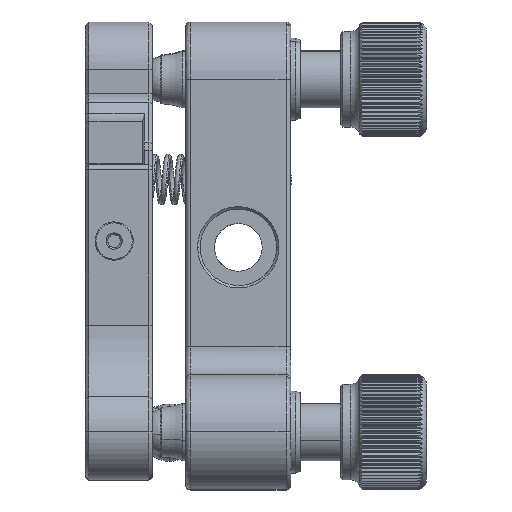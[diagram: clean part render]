
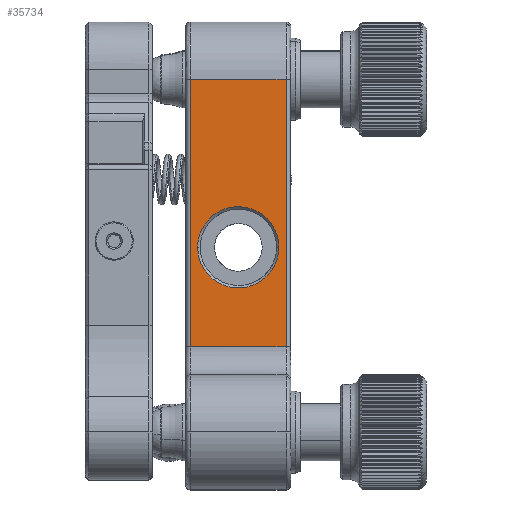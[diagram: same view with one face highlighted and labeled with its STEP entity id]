
A CAD part, top view. The second image highlights one B-rep face of the part: STEP entity #35734.
In plain terms, the highlighted planar face has unit normal (0, 0, 1).
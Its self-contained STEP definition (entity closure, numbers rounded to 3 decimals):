
#1347 = CARTESIAN_POINT ( 'NONE',  ( -2.14, -2.814, -12.5 ) ) ;
#1541 = VERTEX_POINT ( 'NONE', #21884 ) ;
#1992 = CARTESIAN_POINT ( 'NONE',  ( 4.139, -0.212, -12.5 ) ) ;
#2219 = CARTESIAN_POINT ( 'NONE',  ( 3.714, -1.24, -12.5 ) ) ;
#2611 = ORIENTED_EDGE ( 'NONE', *, *, #37549, .F. ) ;
#2732 = CARTESIAN_POINT ( 'NONE',  ( -5., 18.5, -12.5 ) ) ;
#2745 = VERTEX_POINT ( 'NONE', #27357 ) ;
#3591 = CARTESIAN_POINT ( 'NONE',  ( -1.667, -9.5, -12.5 ) ) ;
#3940 = CARTESIAN_POINT ( 'NONE',  ( -4.25, 0.9, -12.5 ) ) ;
#4273 = B_SPLINE_CURVE_WITH_KNOTS ( 'NONE', 3,
 ( #42750, #22497, #32505, #38741, #8277, #5122, #1347, #32731, #22275, #39172, #31864, #22056, #14930, #25414, #2219, #1992, #42309, #15589 ),
 .UNSPECIFIED., .F., .F.,
 ( 4, 2, 2, 2, 2, 2, 2, 2, 4 ),
 ( 0., 0.125, 0.25, 0.375, 0.5, 0.625, 0.75, 0.875, 1. ),
 .UNSPECIFIED. ) ;
#4366 = CARTESIAN_POINT ( 'NONE',  ( -2.14, 4.614, -12.5 ) ) ;
#4799 = CARTESIAN_POINT ( 'NONE',  ( -5., 18.5, -12.5 ) ) ;
#5122 = CARTESIAN_POINT ( 'NONE',  ( -2.612, -2.499, -12.5 ) ) ;
#8177 = CARTESIAN_POINT ( 'NONE',  ( -5., 9.167, -12.5 ) ) ;
#8277 = CARTESIAN_POINT ( 'NONE',  ( -3.399, -1.712, -12.5 ) ) ;
#8997 = EDGE_CURVE ( 'NONE', #1541, #9283, #35884, .T. ) ;
#9023 = ORIENTED_EDGE ( 'NONE', *, *, #22762, .F. ) ;
#9283 = VERTEX_POINT ( 'NONE', #43397 ) ;
#10139 = FACE_OUTER_BOUND ( 'NONE', #25657, .T. ) ;
#10630 = CARTESIAN_POINT ( 'NONE',  ( 3.714, 3.04, -12.5 ) ) ;
#12581 = CARTESIAN_POINT ( 'NONE',  ( -5., -0.167, -12.5 ) ) ;
#12981 = CARTESIAN_POINT ( 'NONE',  ( 5., 18.5, -12.5 ) ) ;
#14355 = FACE_BOUND ( 'NONE', #37635, .T. ) ;
#14930 = CARTESIAN_POINT ( 'NONE',  ( 2.612, -2.499, -12.5 ) ) ;
#15589 = CARTESIAN_POINT ( 'NONE',  ( 4.25, 0.9, -12.5 ) ) ;
#16514 = CARTESIAN_POINT ( 'NONE',  ( 5., -9.5, -12.5 ) ) ;
#17702 = PLANE ( 'NONE',  #25687 ) ;
#17752 = CARTESIAN_POINT ( 'NONE',  ( -4.139, 2.012, -12.5 ) ) ;
#18320 = ORIENTED_EDGE ( 'NONE', *, *, #8997, .T. ) ;
#18406 = CARTESIAN_POINT ( 'NONE',  ( -1.112, 5.039, -12.5 ) ) ;
#19073 = VERTEX_POINT ( 'NONE', #36650 ) ;
#19282 = VERTEX_POINT ( 'NONE', #30891 ) ;
#19879 = CARTESIAN_POINT ( 'NONE',  ( -1.667, 18.5, -12.5 ) ) ;
#20607 = DIRECTION ( 'NONE',  ( -1., 0., 0. ) ) ;
#20839 = DIRECTION ( 'NONE',  ( 0., 0., -1. ) ) ;
#21102 = CARTESIAN_POINT ( 'NONE',  ( 4.25, 1.456, -12.5 ) ) ;
#21530 = CARTESIAN_POINT ( 'NONE',  ( -2.612, 4.299, -12.5 ) ) ;
#21884 = CARTESIAN_POINT ( 'NONE',  ( -5., -9.5, -12.5 ) ) ;
#22056 = CARTESIAN_POINT ( 'NONE',  ( 2.14, -2.814, -12.5 ) ) ;
#22275 = CARTESIAN_POINT ( 'NONE',  ( -0.556, -3.35, -12.5 ) ) ;
#22497 = CARTESIAN_POINT ( 'NONE',  ( -4.25, 0.344, -12.5 ) ) ;
#22762 = EDGE_CURVE ( 'NONE', #19282, #2745, #39517, .T. ) ;
#23873 = CARTESIAN_POINT ( 'NONE',  ( 5., -9.5, -12.5 ) ) ;
#24095 = CARTESIAN_POINT ( 'NONE',  ( 1.667, -9.5, -12.5 ) ) ;
#24883 = CARTESIAN_POINT ( 'NONE',  ( 3.399, 3.512, -12.5 ) ) ;
#25107 = CARTESIAN_POINT ( 'NONE',  ( 2.612, 4.299, -12.5 ) ) ;
#25414 = CARTESIAN_POINT ( 'NONE',  ( 3.399, -1.712, -12.5 ) ) ;
#25546 = ORIENTED_EDGE ( 'NONE', *, *, #40424, .F. ) ;
#25657 = EDGE_LOOP ( 'NONE', ( #2611, #9023, #31831, #18320 ) ) ;
#25687 = AXIS2_PLACEMENT_3D ( 'NONE', #31285, #20839, #20607 ) ;
#26891 = EDGE_CURVE ( 'NONE', #1541, #19282, #33451, .T. ) ;
#27357 = CARTESIAN_POINT ( 'NONE',  ( 5., 18.5, -12.5 ) ) ;
#28236 = CARTESIAN_POINT ( 'NONE',  ( 4.139, 2.012, -12.5 ) ) ;
#30141 = CARTESIAN_POINT ( 'NONE',  ( 1.667, 18.5, -12.5 ) ) ;
#30329 = CARTESIAN_POINT ( 'NONE',  ( 5., 9.167, -12.5 ) ) ;
#30551 = CARTESIAN_POINT ( 'NONE',  ( 5., 18.5, -12.5 ) ) ;
#30891 = CARTESIAN_POINT ( 'NONE',  ( -5., 18.5, -12.5 ) ) ;
#31285 = CARTESIAN_POINT ( 'NONE',  ( -5.5, 24.5, -12.5 ) ) ;
#31559 = CARTESIAN_POINT ( 'NONE',  ( 1.112, 5.039, -12.5 ) ) ;
#31632 = ORIENTED_EDGE ( 'NONE', *, *, #43639, .F. ) ;
#31775 = CARTESIAN_POINT ( 'NONE',  ( -4.25, 1.456, -12.5 ) ) ;
#31831 = ORIENTED_EDGE ( 'NONE', *, *, #26891, .F. ) ;
#31864 = CARTESIAN_POINT ( 'NONE',  ( 1.112, -3.239, -12.5 ) ) ;
#32505 = CARTESIAN_POINT ( 'NONE',  ( -4.139, -0.212, -12.5 ) ) ;
#32731 = CARTESIAN_POINT ( 'NONE',  ( -1.112, -3.239, -12.5 ) ) ;
#33451 = B_SPLINE_CURVE_WITH_KNOTS ( 'NONE', 3,
 ( #43086, #12581, #8177, #4799 ),
 .UNSPECIFIED., .F., .F.,
 ( 4, 4 ),
 ( 0., 1. ),
 .UNSPECIFIED. ) ;
#34453 = CARTESIAN_POINT ( 'NONE',  ( 0.556, 5.15, -12.5 ) ) ;
#34675 = CARTESIAN_POINT ( 'NONE',  ( -0.556, 5.15, -12.5 ) ) ;
#35098 = CARTESIAN_POINT ( 'NONE',  ( -3.714, 3.04, -12.5 ) ) ;
#35734 = ADVANCED_FACE ( 'NONE', ( #10139, #14355 ), #17702, .F. ) ;
#35884 = B_SPLINE_CURVE_WITH_KNOTS ( 'NONE', 3,
 ( #41002, #3591, #24095, #23873 ),
 .UNSPECIFIED., .F., .F.,
 ( 4, 4 ),
 ( 0., 1. ),
 .UNSPECIFIED. ) ;
#36539 = CARTESIAN_POINT ( 'NONE',  ( 5., -0.167, -12.5 ) ) ;
#36650 = CARTESIAN_POINT ( 'NONE',  ( 4.25, 0.9, -12.5 ) ) ;
#37549 = EDGE_CURVE ( 'NONE', #2745, #9283, #39580, .T. ) ;
#37635 = EDGE_LOOP ( 'NONE', ( #31632, #25546 ) ) ;
#38741 = CARTESIAN_POINT ( 'NONE',  ( -3.714, -1.24, -12.5 ) ) ;
#39172 = CARTESIAN_POINT ( 'NONE',  ( 0.556, -3.35, -12.5 ) ) ;
#39517 = B_SPLINE_CURVE_WITH_KNOTS ( 'NONE', 3,
 ( #2732, #19879, #30141, #12981 ),
 .UNSPECIFIED., .F., .F.,
 ( 4, 4 ),
 ( 0., 1. ),
 .UNSPECIFIED. ) ;
#39580 = B_SPLINE_CURVE_WITH_KNOTS ( 'NONE', 3,
 ( #30551, #30329, #36539, #16514 ),
 .UNSPECIFIED., .F., .F.,
 ( 4, 4 ),
 ( 0., 1. ),
 .UNSPECIFIED. ) ;
#40424 = EDGE_CURVE ( 'NONE', #42552, #19073, #4273, .T. ) ;
#40530 = CARTESIAN_POINT ( 'NONE',  ( -4.25, 0.9, -12.5 ) ) ;
#41002 = CARTESIAN_POINT ( 'NONE',  ( -5., -9.5, -12.5 ) ) ;
#41353 = CARTESIAN_POINT ( 'NONE',  ( -3.399, 3.512, -12.5 ) ) ;
#41562 = CARTESIAN_POINT ( 'NONE',  ( 4.25, 0.9, -12.5 ) ) ;
#41768 = CARTESIAN_POINT ( 'NONE',  ( 2.14, 4.614, -12.5 ) ) ;
#42309 = CARTESIAN_POINT ( 'NONE',  ( 4.25, 0.344, -12.5 ) ) ;
#42552 = VERTEX_POINT ( 'NONE', #40530 ) ;
#42750 = CARTESIAN_POINT ( 'NONE',  ( -4.25, 0.9, -12.5 ) ) ;
#43086 = CARTESIAN_POINT ( 'NONE',  ( -5., -9.5, -12.5 ) ) ;
#43397 = CARTESIAN_POINT ( 'NONE',  ( 5., -9.5, -12.5 ) ) ;
#43639 = EDGE_CURVE ( 'NONE', #19073, #42552, #43999, .T. ) ;
#43999 = B_SPLINE_CURVE_WITH_KNOTS ( 'NONE', 3,
 ( #41562, #21102, #28236, #10630, #24883, #25107, #41768, #31559, #34453, #34675, #18406, #4366, #21530, #41353, #35098, #17752, #31775, #3940 ),
 .UNSPECIFIED., .F., .F.,
 ( 4, 2, 2, 2, 2, 2, 2, 2, 4 ),
 ( 0., 0.125, 0.25, 0.375, 0.5, 0.625, 0.75, 0.875, 1. ),
 .UNSPECIFIED. ) ;
